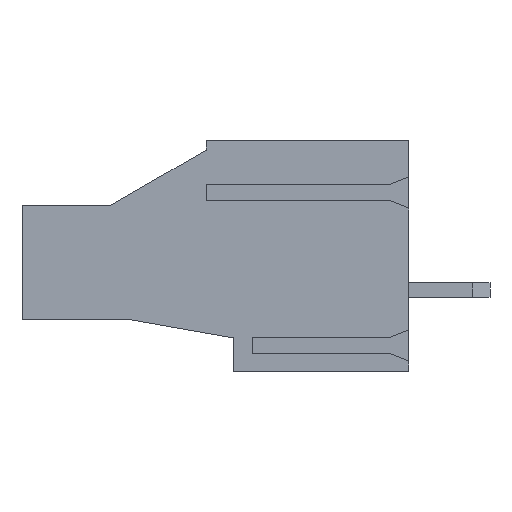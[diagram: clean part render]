
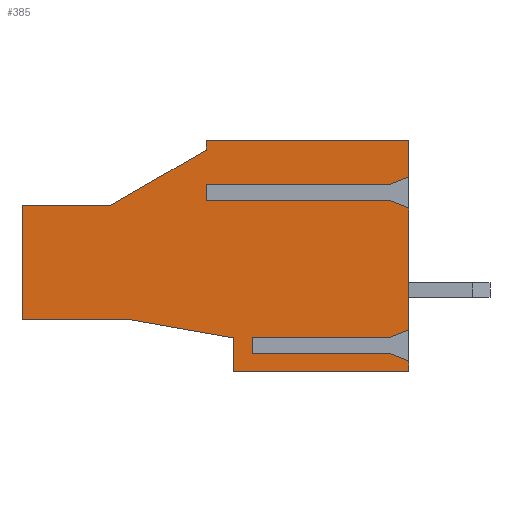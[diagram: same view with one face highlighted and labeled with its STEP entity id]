
A CAD part, left-side view. The second image highlights one B-rep face of the part: STEP entity #385.
In plain terms, the highlighted planar face has unit normal (-1, 0, 0).
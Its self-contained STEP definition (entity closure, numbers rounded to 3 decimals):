
#385 = ADVANCED_FACE( '', ( #893 ), #894, .T. );
#893 = FACE_OUTER_BOUND( '', #1528, .T. );
#894 = PLANE( '', #1529 );
#1528 = EDGE_LOOP( '', ( #2679, #2680, #2681, #2682, #2683, #2684, #2685, #2686, #2687, #2688, #2689, #2690, #2691, #2692, #2693, #2694, #2695, #2696, #2697, #2698, #2699, #2700 ) );
#1529 = AXIS2_PLACEMENT_3D( '', #2701, #2702, #2703 );
#2679 = ORIENTED_EDGE( '', *, *, #4090, .T. );
#2680 = ORIENTED_EDGE( '', *, *, #4207, .F. );
#2681 = ORIENTED_EDGE( '', *, *, #4217, .F. );
#2682 = ORIENTED_EDGE( '', *, *, #4134, .T. );
#2683 = ORIENTED_EDGE( '', *, *, #4128, .T. );
#2684 = ORIENTED_EDGE( '', *, *, #4228, .T. );
#2685 = ORIENTED_EDGE( '', *, *, #4229, .T. );
#2686 = ORIENTED_EDGE( '', *, *, #4230, .F. );
#2687 = ORIENTED_EDGE( '', *, *, #3973, .F. );
#2688 = ORIENTED_EDGE( '', *, *, #4162, .T. );
#2689 = ORIENTED_EDGE( '', *, *, #4125, .T. );
#2690 = ORIENTED_EDGE( '', *, *, #4231, .T. );
#2691 = ORIENTED_EDGE( '', *, *, #4232, .T. );
#2692 = ORIENTED_EDGE( '', *, *, #4095, .T. );
#2693 = ORIENTED_EDGE( '', *, *, #4233, .T. );
#2694 = ORIENTED_EDGE( '', *, *, #4234, .T. );
#2695 = ORIENTED_EDGE( '', *, *, #4235, .T. );
#2696 = ORIENTED_EDGE( '', *, *, #3908, .T. );
#2697 = ORIENTED_EDGE( '', *, *, #4236, .T. );
#2698 = ORIENTED_EDGE( '', *, *, #4237, .T. );
#2699 = ORIENTED_EDGE( '', *, *, #4132, .T. );
#2700 = ORIENTED_EDGE( '', *, *, #4238, .T. );
#2701 = CARTESIAN_POINT( '', ( -89.29, -83.045, 16.5 ) );
#2702 = DIRECTION( '', ( -1., 0., 0. ) );
#2703 = DIRECTION( '', ( 0., 1., 0. ) );
#3908 = EDGE_CURVE( '', #4736, #4745, #4747, .T. );
#3973 = EDGE_CURVE( '', #4857, #4858, #4859, .T. );
#4090 = EDGE_CURVE( '', #5049, #5047, #5050, .T. );
#4095 = EDGE_CURVE( '', #5053, #5055, #5057, .T. );
#4125 = EDGE_CURVE( '', #5106, #5104, #5107, .T. );
#4128 = EDGE_CURVE( '', #5111, #5109, #5112, .T. );
#4132 = EDGE_CURVE( '', #5102, #5117, #5119, .T. );
#4134 = EDGE_CURVE( '', #5121, #5111, #5122, .T. );
#4162 = EDGE_CURVE( '', #4857, #5106, #5158, .T. );
#4207 = EDGE_CURVE( '', #5225, #5047, #5227, .T. );
#4217 = EDGE_CURVE( '', #5121, #5225, #5238, .T. );
#4228 = EDGE_CURVE( '', #5109, #5252, #5253, .T. );
#4229 = EDGE_CURVE( '', #5252, #5254, #5255, .T. );
#4230 = EDGE_CURVE( '', #4858, #5254, #5256, .T. );
#4231 = EDGE_CURVE( '', #5104, #5257, #5258, .T. );
#4232 = EDGE_CURVE( '', #5257, #5053, #5259, .T. );
#4233 = EDGE_CURVE( '', #5055, #5260, #5261, .T. );
#4234 = EDGE_CURVE( '', #5260, #5262, #5263, .T. );
#4235 = EDGE_CURVE( '', #5262, #4736, #5264, .T. );
#4236 = EDGE_CURVE( '', #4745, #5265, #5266, .T. );
#4237 = EDGE_CURVE( '', #5265, #5102, #5267, .T. );
#4238 = EDGE_CURVE( '', #5117, #5049, #5268, .T. );
#4736 = VERTEX_POINT( '', #5922 );
#4745 = VERTEX_POINT( '', #5936 );
#4747 = LINE( '', #5939, #5940 );
#4857 = VERTEX_POINT( '', #6098 );
#4858 = VERTEX_POINT( '', #6099 );
#4859 = LINE( '', #6100, #6101 );
#5047 = VERTEX_POINT( '', #6377 );
#5049 = VERTEX_POINT( '', #6380 );
#5050 = LINE( '', #6381, #6382 );
#5053 = VERTEX_POINT( '', #6386 );
#5055 = VERTEX_POINT( '', #6389 );
#5057 = LINE( '', #6392, #6393 );
#5102 = VERTEX_POINT( '', #6460 );
#5104 = VERTEX_POINT( '', #6463 );
#5106 = VERTEX_POINT( '', #6466 );
#5107 = LINE( '', #6467, #6468 );
#5109 = VERTEX_POINT( '', #6471 );
#5111 = VERTEX_POINT( '', #6474 );
#5112 = LINE( '', #6475, #6476 );
#5117 = VERTEX_POINT( '', #6483 );
#5119 = LINE( '', #6486, #6487 );
#5121 = VERTEX_POINT( '', #6489 );
#5122 = LINE( '', #6490, #6491 );
#5158 = LINE( '', #6542, #6543 );
#5225 = VERTEX_POINT( '', #6641 );
#5227 = LINE( '', #6644, #6645 );
#5238 = LINE( '', #6660, #6661 );
#5252 = VERTEX_POINT( '', #6682 );
#5253 = LINE( '', #6683, #6684 );
#5254 = VERTEX_POINT( '', #6685 );
#5255 = LINE( '', #6686, #6687 );
#5256 = LINE( '', #6688, #6689 );
#5257 = VERTEX_POINT( '', #6690 );
#5258 = LINE( '', #6691, #6692 );
#5259 = LINE( '', #6693, #6694 );
#5260 = VERTEX_POINT( '', #6695 );
#5261 = LINE( '', #6696, #6697 );
#5262 = VERTEX_POINT( '', #6698 );
#5263 = LINE( '', #6699, #6700 );
#5264 = LINE( '', #6701, #6702 );
#5265 = VERTEX_POINT( '', #6703 );
#5266 = LINE( '', #6704, #6705 );
#5267 = LINE( '', #6706, #6707 );
#5268 = LINE( '', #6708, #6709 );
#5922 = CARTESIAN_POINT( '', ( -89.29, -88.874, 10.3 ) );
#5936 = CARTESIAN_POINT( '', ( -89.29, -94.545, 9.3 ) );
#5939 = CARTESIAN_POINT( '', ( -89.29, -94.545, 9.3 ) );
#5940 = VECTOR( '', #7333, 1000. );
#6098 = CARTESIAN_POINT( '', ( -89.29, -103.045, 17.65 ) );
#6099 = CARTESIAN_POINT( '', ( -89.29, -93.045, 17.65 ) );
#6100 = CARTESIAN_POINT( '', ( -89.29, -104.045, 17.65 ) );
#6101 = VECTOR( '', #7391, 1000. );
#6377 = CARTESIAN_POINT( '', ( -89.29, -95.545, 8.45 ) );
#6380 = CARTESIAN_POINT( '', ( -89.29, -103.045, 8.45 ) );
#6381 = CARTESIAN_POINT( '', ( -89.29, -106.545, 8.45 ) );
#6382 = VECTOR( '', #7496, 1000. );
#6386 = CARTESIAN_POINT( '', ( -89.29, -93.045, 19.5 ) );
#6389 = CARTESIAN_POINT( '', ( -89.29, -87.849, 16.5 ) );
#6392 = CARTESIAN_POINT( '', ( -89.29, -87.849, 16.5 ) );
#6393 = VECTOR( '', #7500, 1000. );
#6460 = CARTESIAN_POINT( '', ( -89.29, -104.045, 7.5 ) );
#6463 = CARTESIAN_POINT( '', ( -89.29, -104.045, 20. ) );
#6466 = CARTESIAN_POINT( '', ( -89.29, -104.045, 18.044 ) );
#6467 = CARTESIAN_POINT( '', ( -89.29, -104.045, 20. ) );
#6468 = VECTOR( '', #7528, 1000. );
#6471 = CARTESIAN_POINT( '', ( -89.29, -104.045, 16.356 ) );
#6474 = CARTESIAN_POINT( '', ( -89.29, -104.045, 9.744 ) );
#6475 = CARTESIAN_POINT( '', ( -89.29, -104.045, 20. ) );
#6476 = VECTOR( '', #7531, 1000. );
#6483 = CARTESIAN_POINT( '', ( -89.29, -104.045, 8.056 ) );
#6486 = CARTESIAN_POINT( '', ( -89.29, -104.045, 20. ) );
#6487 = VECTOR( '', #7535, 1000. );
#6489 = CARTESIAN_POINT( '', ( -89.29, -103.045, 9.35 ) );
#6490 = CARTESIAN_POINT( '', ( -89.29, -88.176, 3.488 ) );
#6491 = VECTOR( '', #7536, 1000. );
#6542 = CARTESIAN_POINT( '', ( -89.29, -85.344, 10.671 ) );
#6543 = VECTOR( '', #7561, 1000. );
#6641 = CARTESIAN_POINT( '', ( -89.29, -95.545, 9.35 ) );
#6644 = CARTESIAN_POINT( '', ( -89.29, -95.545, 8.45 ) );
#6645 = VECTOR( '', #7603, 1000. );
#6660 = CARTESIAN_POINT( '', ( -89.29, -106.545, 9.35 ) );
#6661 = VECTOR( '', #7608, 1000. );
#6682 = CARTESIAN_POINT( '', ( -89.29, -103.045, 16.75 ) );
#6683 = CARTESIAN_POINT( '', ( -89.29, -85.821, 23.541 ) );
#6684 = VECTOR( '', #7616, 1000. );
#6685 = CARTESIAN_POINT( '', ( -89.29, -93.045, 16.75 ) );
#6686 = CARTESIAN_POINT( '', ( -89.29, -104.045, 16.75 ) );
#6687 = VECTOR( '', #7617, 1000. );
#6688 = CARTESIAN_POINT( '', ( -89.29, -93.045, 16.75 ) );
#6689 = VECTOR( '', #7618, 1000. );
#6690 = CARTESIAN_POINT( '', ( -89.29, -93.045, 20. ) );
#6691 = CARTESIAN_POINT( '', ( -89.29, -93.045, 20. ) );
#6692 = VECTOR( '', #7619, 1000. );
#6693 = CARTESIAN_POINT( '', ( -89.29, -93.045, 19.5 ) );
#6694 = VECTOR( '', #7620, 1000. );
#6695 = CARTESIAN_POINT( '', ( -89.29, -83.045, 16.5 ) );
#6696 = CARTESIAN_POINT( '', ( -89.29, -83.045, 16.5 ) );
#6697 = VECTOR( '', #7621, 1000. );
#6698 = CARTESIAN_POINT( '', ( -89.29, -83.045, 10.3 ) );
#6699 = CARTESIAN_POINT( '', ( -89.29, -83.045, 10.3 ) );
#6700 = VECTOR( '', #7622, 1000. );
#6701 = CARTESIAN_POINT( '', ( -89.29, -88.874, 10.3 ) );
#6702 = VECTOR( '', #7623, 1000. );
#6703 = CARTESIAN_POINT( '', ( -89.29, -94.545, 7.5 ) );
#6704 = CARTESIAN_POINT( '', ( -89.29, -94.545, 7.5 ) );
#6705 = VECTOR( '', #7624, 1000. );
#6706 = CARTESIAN_POINT( '', ( -89.29, -104.045, 7.5 ) );
#6707 = VECTOR( '', #7625, 1000. );
#6708 = CARTESIAN_POINT( '', ( -89.29, -82.989, 16.357 ) );
#6709 = VECTOR( '', #7626, 1000. );
#7333 = DIRECTION( '', ( 0., -0.985, -0.174 ) );
#7391 = DIRECTION( '', ( 0., 1., 0. ) );
#7496 = DIRECTION( '', ( 0., 1., 0. ) );
#7500 = DIRECTION( '', ( 0., 0.866, -0.5 ) );
#7528 = DIRECTION( '', ( 0., 0., 1. ) );
#7531 = DIRECTION( '', ( 0., 0., 1. ) );
#7535 = DIRECTION( '', ( 0., 0., 1. ) );
#7536 = DIRECTION( '', ( 0., -0.93, 0.367 ) );
#7561 = DIRECTION( '', ( 0., -0.93, 0.367 ) );
#7603 = DIRECTION( '', ( 0., 0., -1. ) );
#7608 = DIRECTION( '', ( 0., 1., 0. ) );
#7616 = DIRECTION( '', ( 0., 0.93, 0.367 ) );
#7617 = DIRECTION( '', ( 0., 1., 0. ) );
#7618 = DIRECTION( '', ( 0., 0., -1. ) );
#7619 = DIRECTION( '', ( 0., 1., 0. ) );
#7620 = DIRECTION( '', ( 0., 0., -1. ) );
#7621 = DIRECTION( '', ( 0., 1., 0. ) );
#7622 = DIRECTION( '', ( 0., 0., -1. ) );
#7623 = DIRECTION( '', ( 0., -1., 0. ) );
#7624 = DIRECTION( '', ( 0., 0., -1. ) );
#7625 = DIRECTION( '', ( 0., -1., 0. ) );
#7626 = DIRECTION( '', ( 0., 0.93, 0.367 ) );
